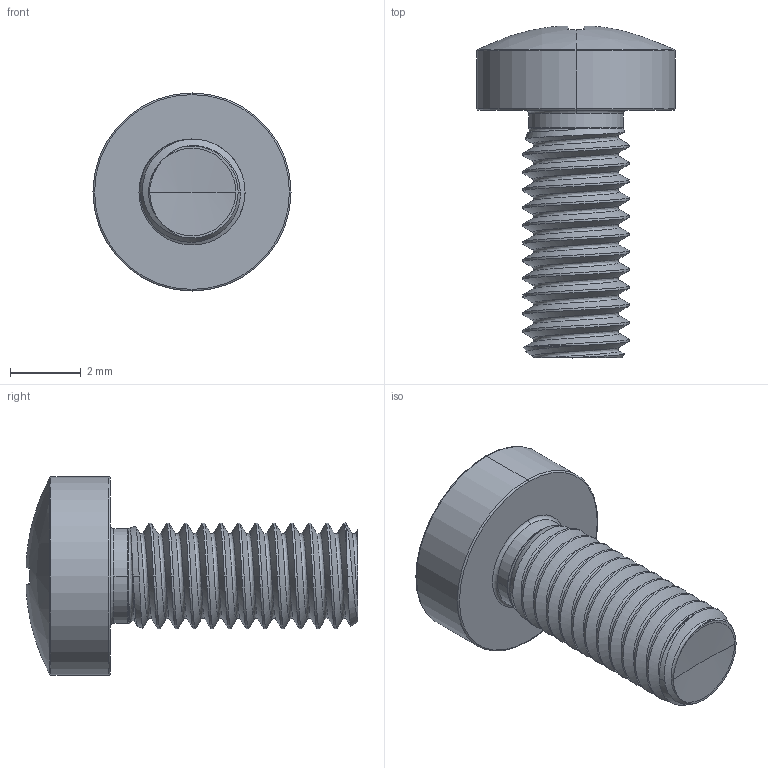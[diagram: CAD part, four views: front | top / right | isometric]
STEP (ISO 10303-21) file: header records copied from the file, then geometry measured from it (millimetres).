
FILE_DESCRIPTION (( 'STEP AP203' ), '1' );
FILE_NAME ('STM320300070.STEP', '2020-12-24T14:39:15', ( '' ), ( '' ), 'SwSTEP 2.0', 'SolidWorks 2015', '' );
FILE_SCHEMA (( 'CONFIG_CONTROL_DESIGN' ));
Length unit declared in the file: millimetre
Products named in the file (2): STM320300070
Bounding box: 5.6 x 9.38 x 5.6 mm (x, y, z)
Volume: 88.3 mm3; surface area: 183.6 mm2
Topology: 1 solids, 1 shells, 187 faces, 435 edges, 249 vertices
Faces by surface type: cylinder 48, bspline 46, torus 33, sphere 28, plane 22, cone 10
Entity records: 17053 total; most frequent: CARTESIAN_POINT 13089, ORIENTED_EDGE 866, DIRECTION 755, EDGE_CURVE 433, AXIS2_PLACEMENT_3D 340, VERTEX_POINT 249, CIRCLE 197, EDGE_LOOP 188
